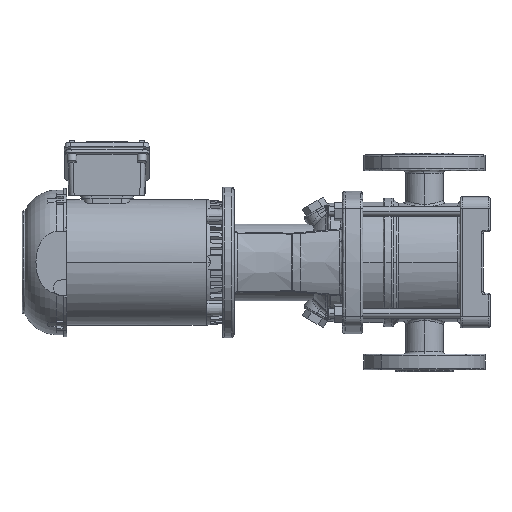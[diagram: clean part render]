
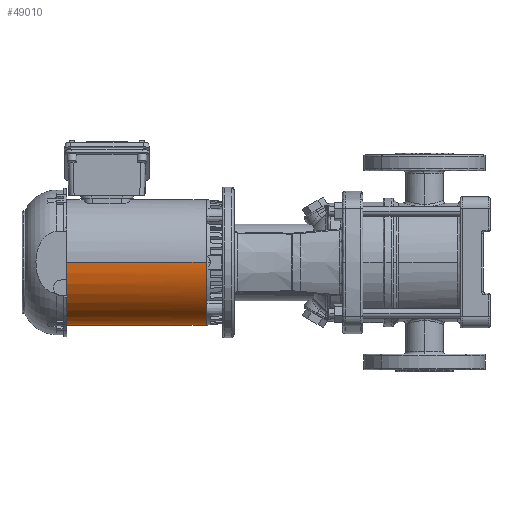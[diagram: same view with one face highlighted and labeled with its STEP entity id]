
A CAD part, left-side view. The second image highlights one B-rep face of the part: STEP entity #49010.
In plain terms, the highlighted cylindrical face has radius 71.875 mm (diameter 143.75 mm), a partial arc.
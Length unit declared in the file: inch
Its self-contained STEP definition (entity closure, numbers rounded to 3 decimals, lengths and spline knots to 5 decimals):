
#29 = CIRCLE ( 'NONE', #61678, 2.82972 ) ;
#3088 = VERTEX_POINT ( 'NONE', #43839 ) ;
#4803 = LINE ( 'NONE', #93897, #28520 ) ;
#5061 = VERTEX_POINT ( 'NONE', #10769 ) ;
#10769 = CARTESIAN_POINT ( 'NONE',  ( -6.29921, -2.82972, 0. ) ) ;
#12753 = VERTEX_POINT ( 'NONE', #42925 ) ;
#13158 = CARTESIAN_POINT ( 'NONE',  ( -6.29921, 0., 0. ) ) ;
#17328 = LINE ( 'NONE', #94012, #80488 ) ;
#19362 = DIRECTION ( 'NONE',  ( 0., 0., 1. ) ) ;
#19872 = EDGE_CURVE ( 'NONE', #12753, #3088, #29, .T. ) ;
#22472 = ORIENTED_EDGE ( 'NONE', *, *, #89861, .F. ) ;
#25650 = DIRECTION ( 'NONE',  ( -1., 0., 0. ) ) ;
#26439 = AXIS2_PLACEMENT_3D ( 'NONE', #13158, #43330, #66140 ) ;
#28520 = VECTOR ( 'NONE', #81033, 39.37008 ) ;
#41961 = CARTESIAN_POINT ( 'NONE',  ( 18.64316, 0., 0. ) ) ;
#42167 = ORIENTED_EDGE ( 'NONE', *, *, #63019, .F. ) ;
#42925 = CARTESIAN_POINT ( 'NONE',  ( 0., 0., -2.82972 ) ) ;
#43330 = DIRECTION ( 'NONE',  ( -1., 0., 0. ) ) ;
#43839 = CARTESIAN_POINT ( 'NONE',  ( 0., -2.82972, 0. ) ) ;
#44453 = EDGE_CURVE ( 'NONE', #3088, #5061, #17328, .T. ) ;
#49010 = ADVANCED_FACE ( 'NONE', ( #59184 ), #72698, .T. ) ;
#52077 = ORIENTED_EDGE ( 'NONE', *, *, #44453, .T. ) ;
#54497 = ORIENTED_EDGE ( 'NONE', *, *, #19872, .T. ) ;
#55422 = DIRECTION ( 'NONE',  ( -1., 0., 0. ) ) ;
#56461 = DIRECTION ( 'NONE',  ( -1., 0., 0. ) ) ;
#59184 = FACE_OUTER_BOUND ( 'NONE', #59511, .T. ) ;
#59511 = EDGE_LOOP ( 'NONE', ( #22472, #54497, #52077, #42167 ) ) ;
#60913 = VERTEX_POINT ( 'NONE', #62951 ) ;
#61678 = AXIS2_PLACEMENT_3D ( 'NONE', #87176, #56461, #19362 ) ;
#62951 = CARTESIAN_POINT ( 'NONE',  ( -6.29921, 0., -2.82972 ) ) ;
#63019 = EDGE_CURVE ( 'NONE', #60913, #5061, #89723, .T. ) ;
#66140 = DIRECTION ( 'NONE',  ( 0., 0., 1. ) ) ;
#68410 = AXIS2_PLACEMENT_3D ( 'NONE', #41961, #25650, #94969 ) ;
#72698 = CYLINDRICAL_SURFACE ( 'NONE', #68410, 2.82972 ) ;
#80488 = VECTOR ( 'NONE', #55422, 39.37008 ) ;
#81033 = DIRECTION ( 'NONE',  ( -1., 0., 0. ) ) ;
#87176 = CARTESIAN_POINT ( 'NONE',  ( 0., 0., 0. ) ) ;
#89723 = CIRCLE ( 'NONE', #26439, 2.82972 ) ;
#89861 = EDGE_CURVE ( 'NONE', #12753, #60913, #4803, .T. ) ;
#93897 = CARTESIAN_POINT ( 'NONE',  ( 18.64316, 0., -2.82972 ) ) ;
#94012 = CARTESIAN_POINT ( 'NONE',  ( 18.64316, -2.82972, 0. ) ) ;
#94969 = DIRECTION ( 'NONE',  ( 0., 0., 1. ) ) ;
